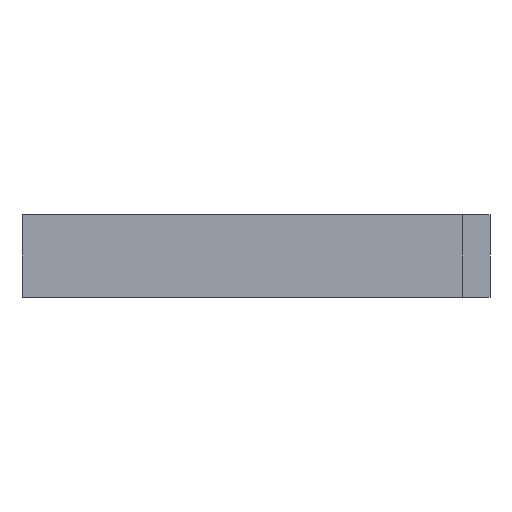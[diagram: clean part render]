
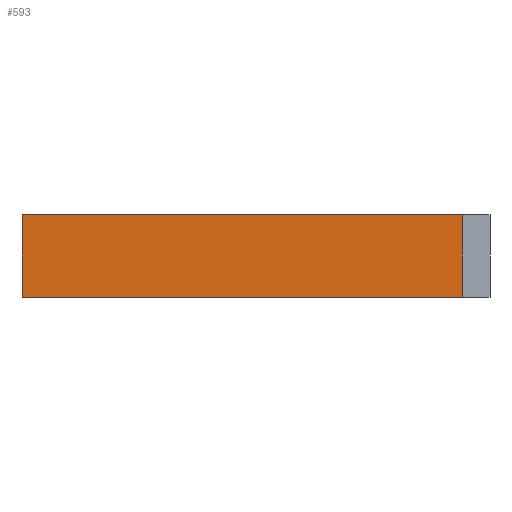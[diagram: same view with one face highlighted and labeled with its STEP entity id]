
A CAD part, front view. The second image highlights one B-rep face of the part: STEP entity #593.
In plain terms, the highlighted planar face has unit normal (0, -1, 0).
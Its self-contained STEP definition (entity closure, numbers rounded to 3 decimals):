
#131=FACE_OUTER_BOUND('',#171,.T.);
#171=EDGE_LOOP('',(#515,#516,#517,#518));
#197=LINE('',#884,#231);
#201=LINE('',#893,#235);
#220=LINE('',#1027,#254);
#221=LINE('',#1028,#255);
#231=VECTOR('',#701,10.);
#235=VECTOR('',#709,10.);
#254=VECTOR('',#858,10.);
#255=VECTOR('',#859,10.);
#263=VERTEX_POINT('',#880);
#264=VERTEX_POINT('',#882);
#267=VERTEX_POINT('',#892);
#317=VERTEX_POINT('',#1026);
#325=EDGE_CURVE('',#263,#264,#197,.T.);
#329=EDGE_CURVE('',#267,#263,#201,.T.);
#396=EDGE_CURVE('',#317,#264,#220,.T.);
#397=EDGE_CURVE('',#267,#317,#221,.T.);
#515=ORIENTED_EDGE('',*,*,#325,.T.);
#516=ORIENTED_EDGE('',*,*,#396,.F.);
#517=ORIENTED_EDGE('',*,*,#397,.F.);
#518=ORIENTED_EDGE('',*,*,#329,.T.);
#569=PLANE('',#685);
#593=ADVANCED_FACE('',(#131),#569,.T.);
#685=AXIS2_PLACEMENT_3D('',#1025,#856,#857);
#701=DIRECTION('',(0.,0.,1.));
#709=DIRECTION('',(1.,0.,0.));
#856=DIRECTION('center_axis',(0.,-1.,0.));
#857=DIRECTION('ref_axis',(1.,0.,0.));
#858=DIRECTION('',(1.,0.,0.));
#859=DIRECTION('',(0.,0.,1.));
#880=CARTESIAN_POINT('',(16.,0.,0.));
#882=CARTESIAN_POINT('',(16.,0.,3.));
#884=CARTESIAN_POINT('',(16.,0.,1.5));
#892=CARTESIAN_POINT('',(0.,0.,0.));
#893=CARTESIAN_POINT('',(0.,0.,0.));
#1025=CARTESIAN_POINT('Origin',(0.,0.,0.));
#1026=CARTESIAN_POINT('',(0.,0.,3.));
#1027=CARTESIAN_POINT('',(0.,0.,3.));
#1028=CARTESIAN_POINT('',(0.,0.,0.));
